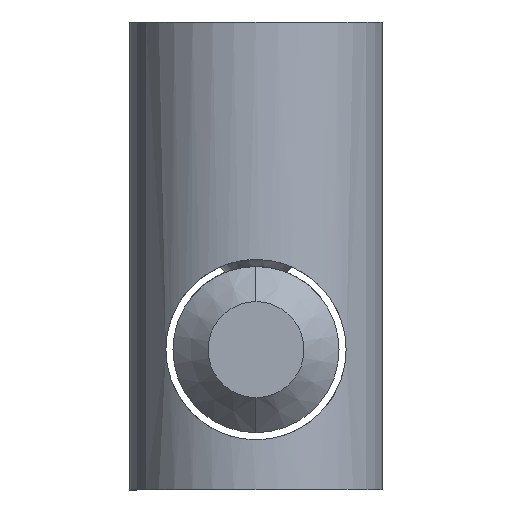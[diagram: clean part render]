
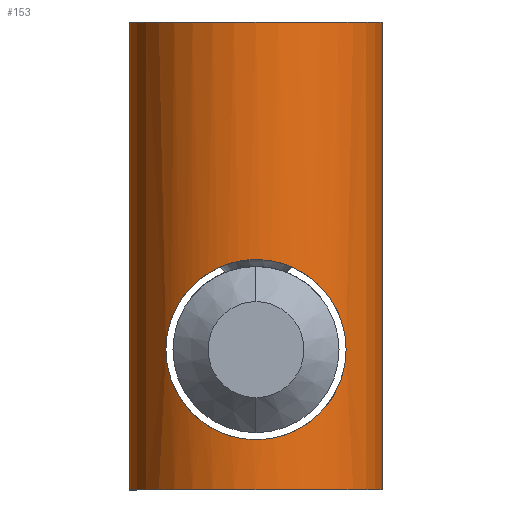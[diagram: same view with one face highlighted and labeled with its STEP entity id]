
A CAD part, left-side view. The second image highlights one B-rep face of the part: STEP entity #153.
In plain terms, the highlighted cylindrical face has radius 5.425 mm (diameter 10.85 mm), a partial arc.
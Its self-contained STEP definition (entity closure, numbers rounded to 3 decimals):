
#153=ADVANCED_FACE('',(#355,#356),#357,.T.);
#355=FACE_OUTER_BOUND('',#610,.T.);
#356=FACE_BOUND('',#611,.T.);
#357=CYLINDRICAL_SURFACE('',#612,5.425);
#610=EDGE_LOOP('',(#994,#995,#996,#997));
#611=EDGE_LOOP('',(#998,#999));
#612=AXIS2_PLACEMENT_3D('',#1000,#1001,#1002);
#994=ORIENTED_EDGE('',*,*,#1544,.F.);
#995=ORIENTED_EDGE('',*,*,#1539,.T.);
#996=ORIENTED_EDGE('',*,*,#1545,.T.);
#997=ORIENTED_EDGE('',*,*,#1535,.T.);
#998=ORIENTED_EDGE('',*,*,#1546,.T.);
#999=ORIENTED_EDGE('',*,*,#1547,.T.);
#1000=CARTESIAN_POINT('',(-18.0,0.0,14.0));
#1001=DIRECTION('',(0.,0.,-1.0));
#1002=DIRECTION('',(0.,1.0,0.));
#1535=EDGE_CURVE('',#1834,#1835,#1836,.F.);
#1539=EDGE_CURVE('',#1840,#1839,#1842,.T.);
#1544=EDGE_CURVE('',#1840,#1835,#1849,.T.);
#1545=EDGE_CURVE('',#1839,#1834,#1850,.T.);
#1546=EDGE_CURVE('',#1851,#1852,#1853,.F.);
#1547=EDGE_CURVE('',#1852,#1851,#1854,.F.);
#1834=VERTEX_POINT('',#2254);
#1835=VERTEX_POINT('',#2255);
#1836=CIRCLE('',#2256,5.425);
#1839=VERTEX_POINT('',#2259);
#1840=VERTEX_POINT('',#2260);
#1842=CIRCLE('',#2262,5.425);
#1849=LINE('',#2269,#2270);
#1850=LINE('',#2271,#2272);
#1851=VERTEX_POINT('',#2273);
#1852=VERTEX_POINT('',#2274);
#1853=B_SPLINE_CURVE_WITH_KNOTS('',3,(#2275,#2276,#2277,#2278,#2279,#2280,#2281,#2282,#2283,#2284,#2285,#2286,#2287,#2288,#2289,#2290,#2291,#2292,#2293,#2294,#2295,#2296,#2297,#2298,#2299,#2300,#2301,#2302,#2303,#2304,#2305,#2306,#2307,#2308,#2309,#2310,#2311,#2312,#2313,#2314,#2315,#2316,#2317),.UNSPECIFIED.,.F.,.F.,(4,2,3,2,2,2,2,2,2,2,2,2,2,2,2,2,2,2,2,2,4),(-1.534,-0.767,0.0,0.767,1.534,2.301,3.068,3.823,4.578,5.333,6.088,6.843,7.598,8.353,9.109,9.876,10.642,11.409,12.176,12.943,13.71),.UNSPECIFIED.);
#1854=B_SPLINE_CURVE_WITH_KNOTS('',3,(#2318,#2319,#2320,#2321,#2322,#2323,#2324,#2325,#2326,#2327,#2328,#2329,#2330,#2331,#2332,#2333,#2334,#2335,#2336,#2337,#2338,#2339,#2340,#2341,#2342,#2343,#2344,#2345,#2346,#2347,#2348,#2349,#2350,#2351,#2352,#2353,#2354,#2355,#2356,#2357,#2358,#2359,#2360),.UNSPECIFIED.,.F.,.F.,(4,2,2,2,2,2,2,2,2,2,2,2,2,2,2,2,2,2,3,2,4),(-13.71,-12.943,-12.176,-11.409,-10.642,-9.876,-9.109,-8.353,-7.598,-6.843,-6.088,-5.333,-4.578,-3.823,-3.068,-2.301,-1.534,-0.767,0.0,0.767,1.534),.UNSPECIFIED.);
#2254=CARTESIAN_POINT('',(-18.0,5.425,-6.));
#2255=CARTESIAN_POINT('',(-18.0,-5.425,-6.0));
#2256=AXIS2_PLACEMENT_3D('',#3609,#3610,#3611);
#2259=CARTESIAN_POINT('',(-18.0,5.425,14.0));
#2260=CARTESIAN_POINT('',(-18.0,-5.425,14.0));
#2262=AXIS2_PLACEMENT_3D('',#3618,#3619,#3620);
#2269=CARTESIAN_POINT('',(-18.0,-5.425,14.0));
#2270=VECTOR('',#3627,1000.0);
#2271=CARTESIAN_POINT('',(-18.0,5.425,14.0));
#2272=VECTOR('',#3628,1000.0);
#2273=CARTESIAN_POINT('',(-21.822,-3.85,0.));
#2274=CARTESIAN_POINT('',(-21.822,3.85,0.0));
#2275=CARTESIAN_POINT('',(-22.106,3.546,1.5));
#2276=CARTESIAN_POINT('',(-22.02,3.645,1.265));
#2277=CARTESIAN_POINT('',(-21.948,3.722,1.019));
#2278=CARTESIAN_POINT('',(-21.849,3.824,0.514));
#2279=CARTESIAN_POINT('',(-21.822,3.85,0.256));
#2280=CARTESIAN_POINT('',(-21.822,3.85,0.));
#2281=CARTESIAN_POINT('',(-21.822,3.85,-0.256));
#2282=CARTESIAN_POINT('',(-21.849,3.824,-0.514));
#2283=CARTESIAN_POINT('',(-21.948,3.722,-1.019));
#2284=CARTESIAN_POINT('',(-22.02,3.645,-1.265));
#2285=CARTESIAN_POINT('',(-22.191,3.447,-1.734));
#2286=CARTESIAN_POINT('',(-22.29,3.325,-1.956));
#2287=CARTESIAN_POINT('',(-22.492,3.047,-2.367));
#2288=CARTESIAN_POINT('',(-22.595,2.89,-2.555));
#2289=CARTESIAN_POINT('',(-22.788,2.558,-2.887));
#2290=CARTESIAN_POINT('',(-22.885,2.371,-3.044));
#2291=CARTESIAN_POINT('',(-23.063,1.96,-3.323));
#2292=CARTESIAN_POINT('',(-23.145,1.736,-3.446));
#2293=CARTESIAN_POINT('',(-23.281,1.264,-3.646));
#2294=CARTESIAN_POINT('',(-23.335,1.015,-3.723));
#2295=CARTESIAN_POINT('',(-23.407,0.509,-3.825));
#2296=CARTESIAN_POINT('',(-23.425,0.252,-3.85));
#2297=CARTESIAN_POINT('',(-23.425,-0.252,-3.85));
#2298=CARTESIAN_POINT('',(-23.407,-0.509,-3.825));
#2299=CARTESIAN_POINT('',(-23.335,-1.015,-3.723));
#2300=CARTESIAN_POINT('',(-23.281,-1.264,-3.646));
#2301=CARTESIAN_POINT('',(-23.145,-1.736,-3.446));
#2302=CARTESIAN_POINT('',(-23.063,-1.96,-3.323));
#2303=CARTESIAN_POINT('',(-22.885,-2.371,-3.044));
#2304=CARTESIAN_POINT('',(-22.788,-2.558,-2.887));
#2305=CARTESIAN_POINT('',(-22.595,-2.89,-2.555));
#2306=CARTESIAN_POINT('',(-22.492,-3.047,-2.367));
#2307=CARTESIAN_POINT('',(-22.29,-3.325,-1.956));
#2308=CARTESIAN_POINT('',(-22.191,-3.447,-1.734));
#2309=CARTESIAN_POINT('',(-22.02,-3.645,-1.265));
#2310=CARTESIAN_POINT('',(-21.948,-3.722,-1.019));
#2311=CARTESIAN_POINT('',(-21.849,-3.824,-0.514));
#2312=CARTESIAN_POINT('',(-21.822,-3.85,-0.256));
#2313=CARTESIAN_POINT('',(-21.822,-3.85,0.256));
#2314=CARTESIAN_POINT('',(-21.849,-3.824,0.514));
#2315=CARTESIAN_POINT('',(-21.948,-3.722,1.019));
#2316=CARTESIAN_POINT('',(-22.02,-3.645,1.265));
#2317=CARTESIAN_POINT('',(-22.106,-3.546,1.5));
#2318=CARTESIAN_POINT('',(-22.106,-3.546,-1.5));
#2319=CARTESIAN_POINT('',(-22.02,-3.645,-1.265));
#2320=CARTESIAN_POINT('',(-21.948,-3.722,-1.019));
#2321=CARTESIAN_POINT('',(-21.849,-3.824,-0.514));
#2322=CARTESIAN_POINT('',(-21.822,-3.85,-0.256));
#2323=CARTESIAN_POINT('',(-21.822,-3.85,0.256));
#2324=CARTESIAN_POINT('',(-21.849,-3.824,0.514));
#2325=CARTESIAN_POINT('',(-21.948,-3.722,1.019));
#2326=CARTESIAN_POINT('',(-22.02,-3.645,1.265));
#2327=CARTESIAN_POINT('',(-22.191,-3.447,1.734));
#2328=CARTESIAN_POINT('',(-22.29,-3.325,1.956));
#2329=CARTESIAN_POINT('',(-22.492,-3.047,2.367));
#2330=CARTESIAN_POINT('',(-22.595,-2.89,2.555));
#2331=CARTESIAN_POINT('',(-22.788,-2.558,2.887));
#2332=CARTESIAN_POINT('',(-22.885,-2.371,3.044));
#2333=CARTESIAN_POINT('',(-23.063,-1.96,3.323));
#2334=CARTESIAN_POINT('',(-23.145,-1.736,3.446));
#2335=CARTESIAN_POINT('',(-23.281,-1.264,3.646));
#2336=CARTESIAN_POINT('',(-23.335,-1.015,3.723));
#2337=CARTESIAN_POINT('',(-23.407,-0.509,3.825));
#2338=CARTESIAN_POINT('',(-23.425,-0.252,3.85));
#2339=CARTESIAN_POINT('',(-23.425,0.252,3.85));
#2340=CARTESIAN_POINT('',(-23.407,0.509,3.825));
#2341=CARTESIAN_POINT('',(-23.335,1.015,3.723));
#2342=CARTESIAN_POINT('',(-23.281,1.264,3.646));
#2343=CARTESIAN_POINT('',(-23.145,1.736,3.446));
#2344=CARTESIAN_POINT('',(-23.063,1.96,3.323));
#2345=CARTESIAN_POINT('',(-22.885,2.371,3.044));
#2346=CARTESIAN_POINT('',(-22.788,2.558,2.887));
#2347=CARTESIAN_POINT('',(-22.595,2.89,2.555));
#2348=CARTESIAN_POINT('',(-22.492,3.047,2.367));
#2349=CARTESIAN_POINT('',(-22.29,3.325,1.956));
#2350=CARTESIAN_POINT('',(-22.191,3.447,1.734));
#2351=CARTESIAN_POINT('',(-22.02,3.645,1.265));
#2352=CARTESIAN_POINT('',(-21.948,3.722,1.019));
#2353=CARTESIAN_POINT('',(-21.849,3.824,0.514));
#2354=CARTESIAN_POINT('',(-21.822,3.85,0.256));
#2355=CARTESIAN_POINT('',(-21.822,3.85,0.));
#2356=CARTESIAN_POINT('',(-21.822,3.85,-0.256));
#2357=CARTESIAN_POINT('',(-21.849,3.824,-0.514));
#2358=CARTESIAN_POINT('',(-21.948,3.722,-1.019));
#2359=CARTESIAN_POINT('',(-22.02,3.645,-1.265));
#2360=CARTESIAN_POINT('',(-22.106,3.546,-1.5));
#3609=CARTESIAN_POINT('',(-18.0,0.,-6.0));
#3610=DIRECTION('',(0.,0.,-1.0));
#3611=DIRECTION('',(0.,1.0,0.));
#3618=CARTESIAN_POINT('',(-18.0,0.0,14.0));
#3619=DIRECTION('',(0.,0.,-1.0));
#3620=DIRECTION('',(0.,1.0,0.));
#3627=DIRECTION('',(0.,0.,-1.0));
#3628=DIRECTION('',(0.,0.,-1.0));
